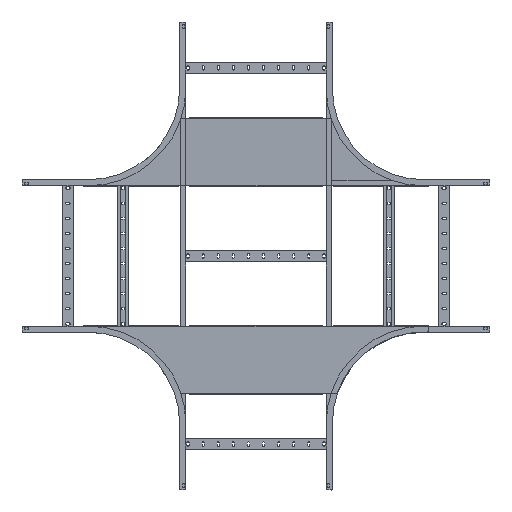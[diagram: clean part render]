
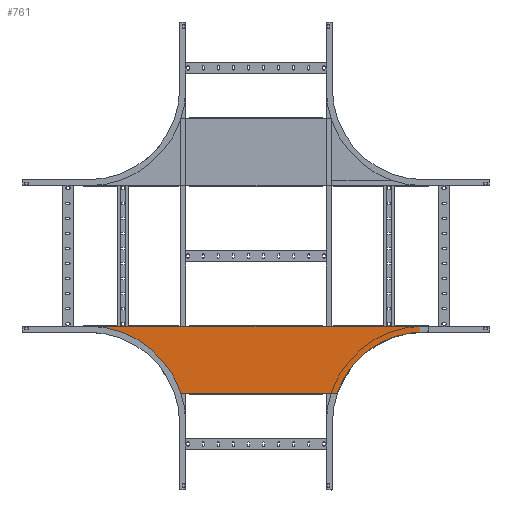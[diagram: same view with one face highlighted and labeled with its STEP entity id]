
A CAD part, top view. The second image highlights one B-rep face of the part: STEP entity #761.
In plain terms, the highlighted face is planar.
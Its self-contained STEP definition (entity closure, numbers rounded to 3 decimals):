
#18 = FACE_OUTER_BOUND ( 'NONE', #8860, .T. ) ;
#62 = DIRECTION ( 'NONE',  ( 0., 0., 1. ) ) ;
#108 = LINE ( 'NONE', #7516, #5696 ) ;
#134 = PLANE ( 'NONE',  #1446 ) ;
#204 = CARTESIAN_POINT ( 'NONE',  ( -549.538, -1.2, -375. ) ) ;
#351 = VERTEX_POINT ( 'NONE', #2411 ) ;
#372 = EDGE_CURVE ( 'NONE', #6796, #6309, #8193, .T. ) ;
#415 = CIRCLE ( 'NONE', #6603, 301.8 ) ;
#497 = EDGE_CURVE ( 'NONE', #3838, #5519, #2933, .T. ) ;
#688 = ORIENTED_EDGE ( 'NONE', *, *, #497, .T. ) ;
#759 = ORIENTED_EDGE ( 'NONE', *, *, #2924, .T. ) ;
#761 = ADVANCED_FACE ( 'NONE', ( #18 ), #134, .F. ) ;
#771 = VECTOR ( 'NONE', #9176, 1000. ) ;
#855 = DIRECTION ( 'NONE',  ( 1., 0., 0. ) ) ;
#1001 = VECTOR ( 'NONE', #4486, 1000. ) ;
#1149 = LINE ( 'NONE', #8876, #6302 ) ;
#1201 = CIRCLE ( 'NONE', #8013, 301.8 ) ;
#1333 = VERTEX_POINT ( 'NONE', #8808 ) ;
#1446 = AXIS2_PLACEMENT_3D ( 'NONE', #7512, #9064, #2385 ) ;
#1451 = CARTESIAN_POINT ( 'NONE',  ( -549.538, -1.2, -73.2 ) ) ;
#1731 = CARTESIAN_POINT ( 'NONE',  ( -737., -1.2, -393.2 ) ) ;
#1828 = CIRCLE ( 'NONE', #3218, 5. ) ;
#1831 = ORIENTED_EDGE ( 'NONE', *, *, #7881, .F. ) ;
#2088 = CARTESIAN_POINT ( 'NONE',  ( -549.538, -1.2, -375. ) ) ;
#2098 = CARTESIAN_POINT ( 'NONE',  ( 565.4, -1.2, -395.4 ) ) ;
#2191 = DIRECTION ( 'NONE',  ( 0., 0., 1. ) ) ;
#2263 = CARTESIAN_POINT ( 'NONE',  ( 549.538, -1.2, -73.2 ) ) ;
#2385 = DIRECTION ( 'NONE',  ( 0., 0., 1. ) ) ;
#2411 = CARTESIAN_POINT ( 'NONE',  ( 549.538, -1.2, -375. ) ) ;
#2650 = ORIENTED_EDGE ( 'NONE', *, *, #5337, .F. ) ;
#2815 = ORIENTED_EDGE ( 'NONE', *, *, #3805, .F. ) ;
#2924 = EDGE_CURVE ( 'NONE', #4698, #3496, #1828, .T. ) ;
#2933 = CIRCLE ( 'NONE', #3431, 5. ) ;
#3002 = CARTESIAN_POINT ( 'NONE',  ( -565.4, -1.2, -395.4 ) ) ;
#3218 = AXIS2_PLACEMENT_3D ( 'NONE', #3709, #5352, #62 ) ;
#3238 = CARTESIAN_POINT ( 'NONE',  ( -560.4, -1.2, -375. ) ) ;
#3431 = AXIS2_PLACEMENT_3D ( 'NONE', #8062, #8800, #5766 ) ;
#3496 = VERTEX_POINT ( 'NONE', #5780 ) ;
#3502 = EDGE_CURVE ( 'NONE', #8418, #1333, #415, .T. ) ;
#3590 = DIRECTION ( 'NONE',  ( 0., -1., 0. ) ) ;
#3709 = CARTESIAN_POINT ( 'NONE',  ( 560.4, -1.2, -380. ) ) ;
#3763 = ORIENTED_EDGE ( 'NONE', *, *, #372, .F. ) ;
#3770 = DIRECTION ( 'NONE',  ( 0., -1., 0. ) ) ;
#3805 = EDGE_CURVE ( 'NONE', #3838, #8418, #4981, .T. ) ;
#3838 = VERTEX_POINT ( 'NONE', #3238 ) ;
#4155 = EDGE_CURVE ( 'NONE', #6309, #5519, #5095, .T. ) ;
#4417 = DIRECTION ( 'NONE',  ( -1., 0., 0. ) ) ;
#4459 = VECTOR ( 'NONE', #4748, 1000. ) ;
#4486 = DIRECTION ( 'NONE',  ( 0., 0., 1. ) ) ;
#4512 = CARTESIAN_POINT ( 'NONE',  ( 565.4, -1.2, -380. ) ) ;
#4556 = LINE ( 'NONE', #2098, #6306 ) ;
#4593 = DIRECTION ( 'NONE',  ( 0., 0., -1. ) ) ;
#4662 = CARTESIAN_POINT ( 'NONE',  ( 565.4, -1.2, -393.2 ) ) ;
#4698 = VERTEX_POINT ( 'NONE', #4512 ) ;
#4748 = DIRECTION ( 'NONE',  ( -1., 0., 0. ) ) ;
#4981 = LINE ( 'NONE', #204, #771 ) ;
#5095 = LINE ( 'NONE', #3002, #1001 ) ;
#5157 = ORIENTED_EDGE ( 'NONE', *, *, #3502, .F. ) ;
#5337 = EDGE_CURVE ( 'NONE', #7730, #351, #1201, .T. ) ;
#5352 = DIRECTION ( 'NONE',  ( 0., -1., 0. ) ) ;
#5519 = VERTEX_POINT ( 'NONE', #7168 ) ;
#5669 = ORIENTED_EDGE ( 'NONE', *, *, #4155, .F. ) ;
#5696 = VECTOR ( 'NONE', #855, 1000. ) ;
#5766 = DIRECTION ( 'NONE',  ( 0., 0., 1. ) ) ;
#5769 = ORIENTED_EDGE ( 'NONE', *, *, #7241, .T. ) ;
#5780 = CARTESIAN_POINT ( 'NONE',  ( 560.4, -1.2, -375. ) ) ;
#6291 = CARTESIAN_POINT ( 'NONE',  ( -565.4, -1.2, -393.2 ) ) ;
#6302 = VECTOR ( 'NONE', #4417, 1000. ) ;
#6306 = VECTOR ( 'NONE', #9587, 1000. ) ;
#6309 = VERTEX_POINT ( 'NONE', #6291 ) ;
#6499 = CARTESIAN_POINT ( 'NONE',  ( 264.787, -1.2, -173.2 ) ) ;
#6603 = AXIS2_PLACEMENT_3D ( 'NONE', #1451, #3590, #2191 ) ;
#6776 = ORIENTED_EDGE ( 'NONE', *, *, #7266, .F. ) ;
#6796 = VERTEX_POINT ( 'NONE', #4662 ) ;
#7168 = CARTESIAN_POINT ( 'NONE',  ( -565.4, -1.2, -380. ) ) ;
#7241 = EDGE_CURVE ( 'NONE', #7730, #1333, #1149, .T. ) ;
#7266 = EDGE_CURVE ( 'NONE', #351, #3496, #108, .T. ) ;
#7512 = CARTESIAN_POINT ( 'NONE',  ( -549.538, -1.2, -73.2 ) ) ;
#7516 = CARTESIAN_POINT ( 'NONE',  ( 549.538, -1.2, -375. ) ) ;
#7730 = VERTEX_POINT ( 'NONE', #6499 ) ;
#7881 = EDGE_CURVE ( 'NONE', #4698, #6796, #4556, .T. ) ;
#8013 = AXIS2_PLACEMENT_3D ( 'NONE', #2263, #3770, #4593 ) ;
#8062 = CARTESIAN_POINT ( 'NONE',  ( -560.4, -1.2, -380. ) ) ;
#8193 = LINE ( 'NONE', #1731, #4459 ) ;
#8418 = VERTEX_POINT ( 'NONE', #2088 ) ;
#8800 = DIRECTION ( 'NONE',  ( 0., -1., 0. ) ) ;
#8808 = CARTESIAN_POINT ( 'NONE',  ( -264.787, -1.2, -173.2 ) ) ;
#8860 = EDGE_LOOP ( 'NONE', ( #1831, #759, #6776, #2650, #5769, #5157, #2815, #688, #5669, #3763 ) ) ;
#8876 = CARTESIAN_POINT ( 'NONE',  ( -560., -1.2, -173.2 ) ) ;
#9064 = DIRECTION ( 'NONE',  ( 0., 1., 0. ) ) ;
#9176 = DIRECTION ( 'NONE',  ( 1., 0., 0. ) ) ;
#9587 = DIRECTION ( 'NONE',  ( 0., 0., -1. ) ) ;
